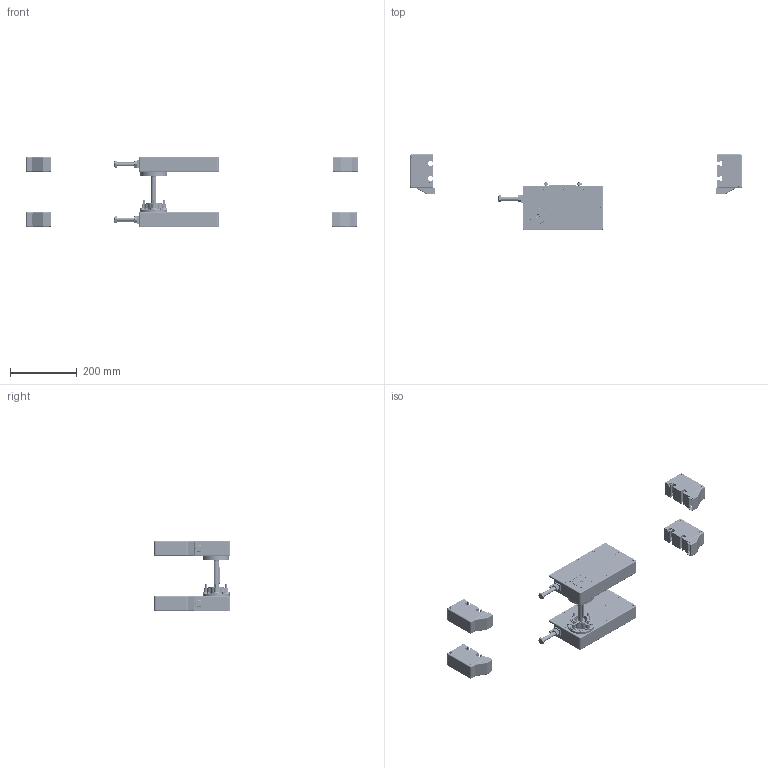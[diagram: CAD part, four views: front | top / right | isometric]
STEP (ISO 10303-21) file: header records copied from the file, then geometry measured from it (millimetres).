
FILE_DESCRIPTION(/* description */ ('TSG Grundmodul 200'),/* implementation_level */ '2;1');
FILE_NAME(/* name */ '430010-0S.step',/* time_stamp */ '2021-09-06T14:50:00+02:00',/* author */ ('MuellerJ'),/* organization */ (''),/* preprocessor_version */ 'ST-DEVELOPER v18.1',/* originating_system */ 'Autodesk Inventor 2021',/* authorisation */ '');
FILE_SCHEMA (('AUTOMOTIVE_DESIGN { 1 0 10303 214 3 1 1 }'));
Length unit declared in the file: millimetre
Products named in the file (45): leer; 43-1200-1BG.004; 43-1210-0FZ.001; 43-1210-0FZ.001_1; 43-1226-1FZ.000; 43-1226-0FZ.000; 43-1212-0FZ.000; 43-1214-0FZ.001; 43-1216-0FZ.000; 43-1224-0FZ.000; leer_1; 43-1217-0FZ.003; 43-1228-0FZ.000; leer_2; 43-1229-0FZ.000; leer_3; 43-1218-0FZ.004; leer_4; leer_5; 21-1351-0FZ.004; leer_6; leer_7; leer_8; leer_9; 43-1223-0FZ.001; leer_10; leer_11; leer_12; leer_13; 43-1221-0FZ.003; leer_14; leer_15; 43-1220-0FZ.001; 43-1100-0BG.001; 43-1103-0FZ.005; MTW_1-00101639; leer_16; 43-1104-0FZ.003; leer_17; leer_18 ...
Assembly tree (114 placements, depth 5):
  leer
    43-1200-1BG.004
      43-1210-0FZ.001
        43-1226-1FZ.000
        43-1226-0FZ.000
        43-1212-0FZ.000
        43-1214-0FZ.001
        43-1216-0FZ.000
        43-1224-0FZ.000
        leer_1
          43-1217-0FZ.003
          leer_16  x2
          43-1228-0FZ.000
          leer_2  x2
          43-1229-0FZ.000
          leer_3  x2
        43-1218-0FZ.004
        leer_4
        leer_5
        leer_8  x8
        21-1351-0FZ.004  x2
        leer_7  x7
        leer_6
      43-1210-0FZ.001_1
        43-1226-1FZ.000
        43-1226-0FZ.000
        43-1212-0FZ.000
        43-1214-0FZ.001
        43-1216-0FZ.000
        43-1224-0FZ.000
        leer_1
          43-1217-0FZ.003
          leer_16  x2
          43-1228-0FZ.000
          leer_2  x2
          43-1229-0FZ.000
          leer_3  x2
        43-1218-0FZ.004
        leer_4
        leer_5
        leer_8  x8
        21-1351-0FZ.004  x2
        leer_7  x7
        leer_6
      leer_9
        43-1223-0FZ.001
        leer_10
        leer_11
        leer_12  x4
      leer_13
        43-1221-0FZ.003
        leer_14  x2
        leer_15
        43-1220-0FZ.001
    43-1100-0BG.001  x4
      43-1103-0FZ.005
      MTW_1-00101639
      leer_16
      43-1104-0FZ.003
      leer_17
Bounding box: 994.89 x 229 x 210.2 mm (x, y, z)
Volume: 2400283.6 mm3; surface area: 1025807.1 mm2
Topology: 153 solids, 173 shells, 4725 faces, 12163 edges, 8083 vertices
Faces by surface type: plane 2233, cylinder 1149, torus 599, cone 458, sphere 168, bspline 118
Full cylindrical faces by diameter (mm): 1.7 x8, 2.5 x2, 3.5 x8, 4.134 x18, 4.917 x44, 5 x18, 5.459 x4, 5.5 x10, 6 x50, 6.6 x42, 6.8 x4, 8.5 x8, 8.7 x4, 9.43 x2, 10 x46, 10.106 x4, 11 x38, 11.34 x4, 11.5 x4, 12 x44, 13 x4, 15.6 x2, 16 x3, 16.63 x2, 16.65 x80, 16.95 x40, 17 x16, 22 x8, 23.48 x40, 24.4 x1
Entity records: 41347 total; most frequent: CARTESIAN_POINT 9583, DIRECTION 6599, ORIENTED_EDGE 6032, EDGE_CURVE 3016, AXIS2_PLACEMENT_3D 2550, VERTEX_POINT 1973, LINE 1499, VECTOR 1499
